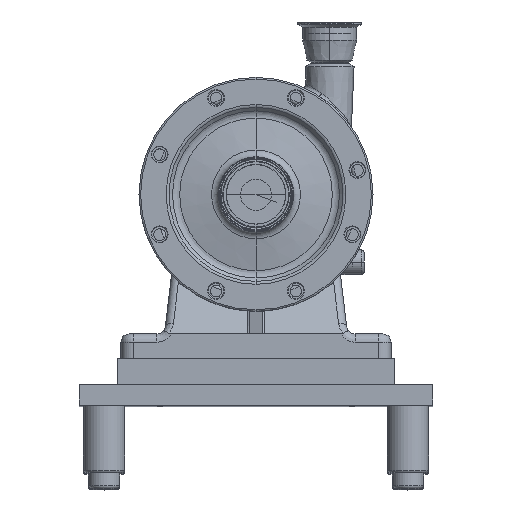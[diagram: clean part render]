
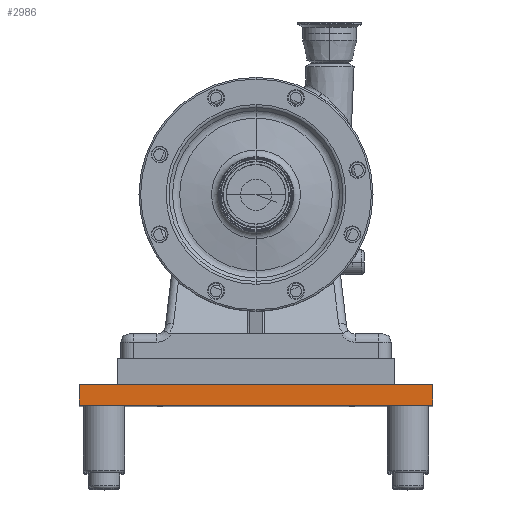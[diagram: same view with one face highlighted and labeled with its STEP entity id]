
A CAD part, top view. The second image highlights one B-rep face of the part: STEP entity #2986.
In plain terms, the highlighted planar face has unit normal (0, 0, 1).
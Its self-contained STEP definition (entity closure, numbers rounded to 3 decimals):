
#938 = VERTEX_POINT ( 'NONE', #29577 ) ;
#954 = EDGE_CURVE ( 'NONE', #11639, #971, #24290, .T. ) ;
#971 = VERTEX_POINT ( 'NONE', #4252 ) ;
#2148 = VECTOR ( 'NONE', #14643, 1000. ) ;
#2682 = VECTOR ( 'NONE', #27401, 1000. ) ;
#2986 = ADVANCED_FACE ( 'NONE', ( #13976 ), #4359, .F. ) ;
#3149 = ORIENTED_EDGE ( 'NONE', *, *, #8430, .F. ) ;
#3864 = CARTESIAN_POINT ( 'NONE',  ( 215.9, 25.4, 584.2 ) ) ;
#4048 = DIRECTION ( 'NONE',  ( 0., 0., -1. ) ) ;
#4210 = ORIENTED_EDGE ( 'NONE', *, *, #21527, .T. ) ;
#4252 = CARTESIAN_POINT ( 'NONE',  ( 215.9, 0., 584.2 ) ) ;
#4359 = PLANE ( 'NONE',  #23748 ) ;
#5709 = VECTOR ( 'NONE', #9215, 1000. ) ;
#5989 = CARTESIAN_POINT ( 'NONE',  ( 215.9, 25.4, 584.2 ) ) ;
#6350 = LINE ( 'NONE', #3864, #31513 ) ;
#8430 = EDGE_CURVE ( 'NONE', #938, #11639, #6350, .T. ) ;
#9215 = DIRECTION ( 'NONE',  ( 0., -1., 0. ) ) ;
#9293 = EDGE_LOOP ( 'NONE', ( #4210, #22937, #3149, #19394 ) ) ;
#9690 = CARTESIAN_POINT ( 'NONE',  ( -215.9, 25.4, 584.2 ) ) ;
#11639 = VERTEX_POINT ( 'NONE', #5989 ) ;
#12006 = CARTESIAN_POINT ( 'NONE',  ( 215.9, 0., 584.2 ) ) ;
#12093 = CARTESIAN_POINT ( 'NONE',  ( -215.9, 0., 584.2 ) ) ;
#13976 = FACE_OUTER_BOUND ( 'NONE', #9293, .T. ) ;
#14149 = DIRECTION ( 'NONE',  ( -1., 0., 0. ) ) ;
#14643 = DIRECTION ( 'NONE',  ( 1., 0., 0. ) ) ;
#14975 = LINE ( 'NONE', #9690, #2682 ) ;
#16804 = CARTESIAN_POINT ( 'NONE',  ( 215.9, 25.4, 584.2 ) ) ;
#17138 = LINE ( 'NONE', #12006, #2148 ) ;
#19394 = ORIENTED_EDGE ( 'NONE', *, *, #20575, .T. ) ;
#20575 = EDGE_CURVE ( 'NONE', #938, #32340, #14975, .T. ) ;
#21527 = EDGE_CURVE ( 'NONE', #32340, #971, #17138, .T. ) ;
#21959 = CARTESIAN_POINT ( 'NONE',  ( 215.9, 25.4, 584.2 ) ) ;
#22937 = ORIENTED_EDGE ( 'NONE', *, *, #954, .F. ) ;
#23748 = AXIS2_PLACEMENT_3D ( 'NONE', #16804, #4048, #14149 ) ;
#23902 = DIRECTION ( 'NONE',  ( 1., 0., 0. ) ) ;
#24290 = LINE ( 'NONE', #21959, #5709 ) ;
#27401 = DIRECTION ( 'NONE',  ( 0., -1., 0. ) ) ;
#29577 = CARTESIAN_POINT ( 'NONE',  ( -215.9, 25.4, 584.2 ) ) ;
#31513 = VECTOR ( 'NONE', #23902, 1000. ) ;
#32340 = VERTEX_POINT ( 'NONE', #12093 ) ;
